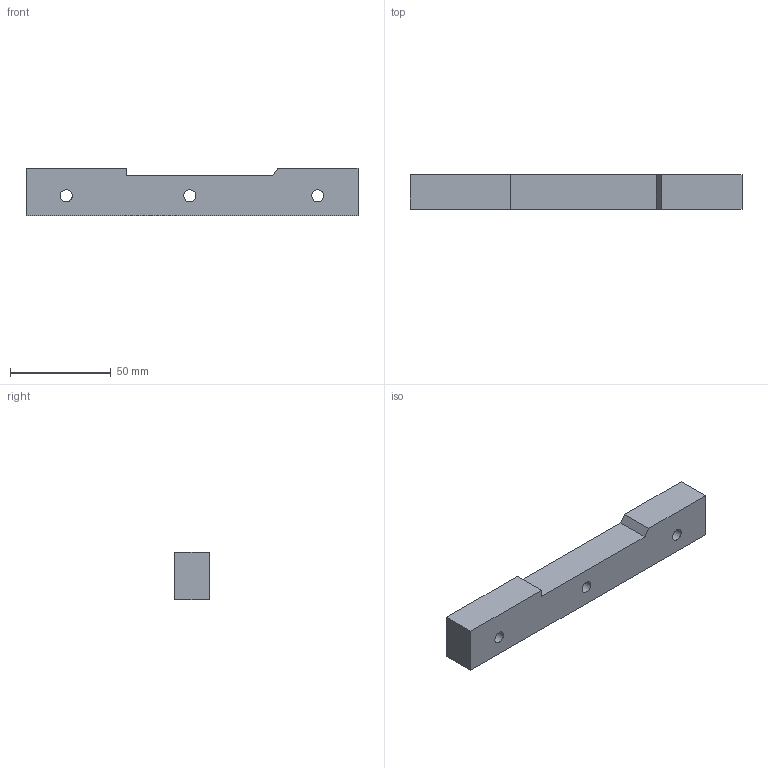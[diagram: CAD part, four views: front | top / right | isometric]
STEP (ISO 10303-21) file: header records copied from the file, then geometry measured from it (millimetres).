
FILE_DESCRIPTION(('CATIA V5 STEP Exchange'),'2;1');
FILE_NAME('GUIDE CHAINE HONDA V2 MOULE BD.stp','2021-12-04T20:12:19+00:00',('none'),('none'),'CATIA Version 5-6 Release 2017','CATIA V5 STEP AP203','none');
FILE_SCHEMA(('CONFIG_CONTROL_DESIGN'));
Length unit declared in the file: millimetre
Products named in the file (1): GUIDE CHAINE HONDA V2 MOULE BD
Bounding box: 165 x 17 x 23.8 mm (x, y, z)
Surface area: 14600.2 mm2 (no closed solid volume)
Topology: 0 solids, 1 shells, 17 faces, 45 edges, 30 vertices
Faces by surface type: plane 10, cylinder 7
Entity records: 608 total; most frequent: CARTESIAN_POINT 133, ORIENTED_EDGE 90, DIRECTION 77, EDGE_CURVE 45, VECTOR 31, LINE 31, AXIS2_PLACEMENT_3D 30, VERTEX_POINT 30
